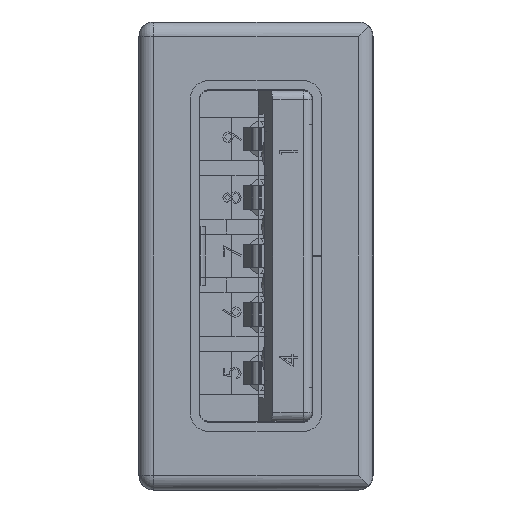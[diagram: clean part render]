
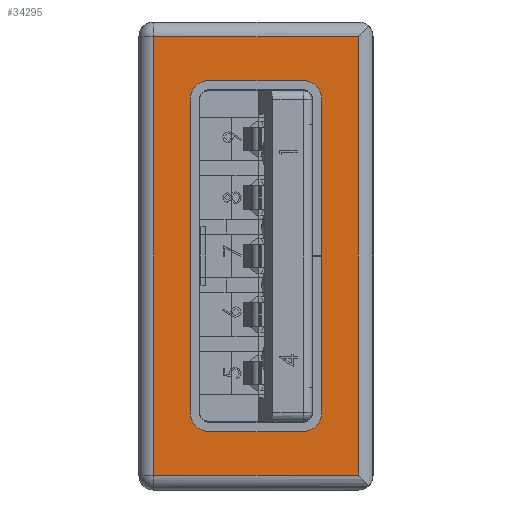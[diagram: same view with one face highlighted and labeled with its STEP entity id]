
A CAD part, left-side view. The second image highlights one B-rep face of the part: STEP entity #34295.
In plain terms, the highlighted face is planar.
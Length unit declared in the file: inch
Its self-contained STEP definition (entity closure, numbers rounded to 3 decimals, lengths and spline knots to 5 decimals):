
#582 = CARTESIAN_POINT ( 'NONE',  ( 0.23622, -0.06339, -0.47244 ) ) ;
#777 = DIRECTION ( 'NONE',  ( 1., 0., 0. ) ) ;
#1220 = AXIS2_PLACEMENT_3D ( 'NONE', #2705, #6913, #36018 ) ;
#1299 = LINE ( 'NONE', #23929, #33236 ) ;
#1323 = CARTESIAN_POINT ( 'NONE',  ( -0.29528, 0.1378, -0.47244 ) ) ;
#2095 = VERTEX_POINT ( 'NONE', #48454 ) ;
#2167 = AXIS2_PLACEMENT_3D ( 'NONE', #2597, #31717, #6790 ) ;
#2250 = DIRECTION ( 'NONE',  ( 1., 0., 0. ) ) ;
#2378 = VERTEX_POINT ( 'NONE', #582 ) ;
#2597 = CARTESIAN_POINT ( 'NONE',  ( -0.21102, 0.06339, -0.47244 ) ) ;
#2705 = CARTESIAN_POINT ( 'NONE',  ( 0.31496, 0.15748, -0.47244 ) ) ;
#2907 = ORIENTED_EDGE ( 'NONE', *, *, #24707, .F. ) ;
#3734 = VECTOR ( 'NONE', #49452, 39.37008 ) ;
#3762 = CARTESIAN_POINT ( 'NONE',  ( -0.29528, -0.1378, -0.47244 ) ) ;
#4022 = CARTESIAN_POINT ( 'NONE',  ( -0.21102, 0.08858, -0.47244 ) ) ;
#4480 = CARTESIAN_POINT ( 'NONE',  ( -0.23622, -0.06339, -0.47244 ) ) ;
#5228 = CARTESIAN_POINT ( 'NONE',  ( 0.23622, 0.06339, -0.47244 ) ) ;
#5810 = EDGE_CURVE ( 'NONE', #33004, #9306, #1299, .T. ) ;
#6162 = AXIS2_PLACEMENT_3D ( 'NONE', #11668, #40776, #15809 ) ;
#6699 = CARTESIAN_POINT ( 'NONE',  ( 0.21102, 0.08858, -0.47244 ) ) ;
#6790 = DIRECTION ( 'NONE',  ( -1., 0., 0. ) ) ;
#6913 = DIRECTION ( 'NONE',  ( 0., 0., -1. ) ) ;
#8050 = EDGE_CURVE ( 'NONE', #24919, #2095, #48015, .T. ) ;
#8305 = VERTEX_POINT ( 'NONE', #41760 ) ;
#8417 = CIRCLE ( 'NONE', #2167, 0.0252 ) ;
#8431 = EDGE_CURVE ( 'NONE', #2095, #2378, #24523, .T. ) ;
#9135 = FACE_OUTER_BOUND ( 'NONE', #28093, .T. ) ;
#9306 = VERTEX_POINT ( 'NONE', #3762 ) ;
#9566 = EDGE_CURVE ( 'NONE', #42962, #38940, #50360, .T. ) ;
#11668 = CARTESIAN_POINT ( 'NONE',  ( -0.21102, -0.06339, -0.47244 ) ) ;
#11883 = LINE ( 'NONE', #26805, #45094 ) ;
#12164 = VECTOR ( 'NONE', #29559, 39.37008 ) ;
#12817 = CARTESIAN_POINT ( 'NONE',  ( -0.21102, 0.08858, -0.47244 ) ) ;
#14659 = LINE ( 'NONE', #4022, #35495 ) ;
#14703 = EDGE_CURVE ( 'NONE', #49471, #8305, #26578, .T. ) ;
#15485 = VECTOR ( 'NONE', #33744, 39.37008 ) ;
#15809 = DIRECTION ( 'NONE',  ( -1., 0., 0. ) ) ;
#16093 = LINE ( 'NONE', #16127, #3734 ) ;
#16127 = CARTESIAN_POINT ( 'NONE',  ( 0.23622, -0.06339, -0.47244 ) ) ;
#18846 = CARTESIAN_POINT ( 'NONE',  ( -0.21102, -0.08858, -0.47244 ) ) ;
#18923 = DIRECTION ( 'NONE',  ( 0., 0., 1. ) ) ;
#20288 = CARTESIAN_POINT ( 'NONE',  ( 0.29528, 0.15748, -0.47244 ) ) ;
#21515 = FACE_BOUND ( 'NONE', #37948, .T. ) ;
#23448 = CIRCLE ( 'NONE', #41618, 0.0252 ) ;
#23929 = CARTESIAN_POINT ( 'NONE',  ( -0.29528, -0.15748, -0.47244 ) ) ;
#24523 = CIRCLE ( 'NONE', #44288, 0.0252 ) ;
#24625 = ORIENTED_EDGE ( 'NONE', *, *, #45806, .F. ) ;
#24707 = EDGE_CURVE ( 'NONE', #2378, #42395, #16093, .T. ) ;
#24919 = VERTEX_POINT ( 'NONE', #46712 ) ;
#25160 = CIRCLE ( 'NONE', #6162, 0.0252 ) ;
#25705 = DIRECTION ( 'NONE',  ( 0., 0., 1. ) ) ;
#26111 = VERTEX_POINT ( 'NONE', #6699 ) ;
#26578 = LINE ( 'NONE', #4480, #15485 ) ;
#26805 = CARTESIAN_POINT ( 'NONE',  ( -0.31496, 0.1378, -0.47244 ) ) ;
#28093 = EDGE_LOOP ( 'NONE', ( #39512, #38990, #53256, #44133 ) ) ;
#29326 = CARTESIAN_POINT ( 'NONE',  ( 0.29528, 0.1378, -0.47244 ) ) ;
#29559 = DIRECTION ( 'NONE',  ( 1., 0., 0. ) ) ;
#29910 = CARTESIAN_POINT ( 'NONE',  ( -0.23622, 0.06339, -0.47244 ) ) ;
#30428 = CARTESIAN_POINT ( 'NONE',  ( 0.29528, -0.1378, -0.47244 ) ) ;
#31018 = EDGE_CURVE ( 'NONE', #42395, #26111, #23448, .T. ) ;
#31594 = EDGE_CURVE ( 'NONE', #32842, #49471, #8417, .T. ) ;
#31717 = DIRECTION ( 'NONE',  ( 0., 0., 1. ) ) ;
#31836 = PLANE ( 'NONE',  #1220 ) ;
#32094 = DIRECTION ( 'NONE',  ( 0., -1., 0. ) ) ;
#32842 = VERTEX_POINT ( 'NONE', #12817 ) ;
#33004 = VERTEX_POINT ( 'NONE', #1323 ) ;
#33012 = LINE ( 'NONE', #50537, #12164 ) ;
#33080 = EDGE_CURVE ( 'NONE', #38940, #33004, #11883, .T. ) ;
#33236 = VECTOR ( 'NONE', #32094, 39.37008 ) ;
#33744 = DIRECTION ( 'NONE',  ( 0., -1., 0. ) ) ;
#34295 = ADVANCED_FACE ( '?1', ( #21515, #9135 ), #31836, .F. ) ;
#35495 = VECTOR ( 'NONE', #37316, 39.37008 ) ;
#35974 = EDGE_CURVE ( 'NONE', #8305, #24919, #25160, .T. ) ;
#36018 = DIRECTION ( 'NONE',  ( -1., 0., 0. ) ) ;
#36849 = ORIENTED_EDGE ( 'NONE', *, *, #35974, .F. ) ;
#37316 = DIRECTION ( 'NONE',  ( -1., 0., 0. ) ) ;
#37462 = ORIENTED_EDGE ( 'NONE', *, *, #31018, .F. ) ;
#37948 = EDGE_LOOP ( 'NONE', ( #24625, #37462, #2907, #38749, #39957, #36849, #51642, #52161 ) ) ;
#38749 = ORIENTED_EDGE ( 'NONE', *, *, #8431, .F. ) ;
#38940 = VERTEX_POINT ( 'NONE', #29326 ) ;
#38990 = ORIENTED_EDGE ( 'NONE', *, *, #53044, .T. ) ;
#39270 = VECTOR ( 'NONE', #49408, 39.37008 ) ;
#39512 = ORIENTED_EDGE ( 'NONE', *, *, #5810, .T. ) ;
#39957 = ORIENTED_EDGE ( 'NONE', *, *, #8050, .F. ) ;
#40776 = DIRECTION ( 'NONE',  ( 0., 0., 1. ) ) ;
#41618 = AXIS2_PLACEMENT_3D ( 'NONE', #43818, #18923, #48044 ) ;
#41760 = CARTESIAN_POINT ( 'NONE',  ( -0.23622, -0.06339, -0.47244 ) ) ;
#42395 = VERTEX_POINT ( 'NONE', #5228 ) ;
#42962 = VERTEX_POINT ( 'NONE', #30428 ) ;
#43818 = CARTESIAN_POINT ( 'NONE',  ( 0.21102, 0.06339, -0.47244 ) ) ;
#44133 = ORIENTED_EDGE ( 'NONE', *, *, #33080, .T. ) ;
#44288 = AXIS2_PLACEMENT_3D ( 'NONE', #50669, #25705, #777 ) ;
#45094 = VECTOR ( 'NONE', #51750, 39.37008 ) ;
#45806 = EDGE_CURVE ( 'NONE', #26111, #32842, #14659, .T. ) ;
#46706 = VECTOR ( 'NONE', #2250, 39.37008 ) ;
#46712 = CARTESIAN_POINT ( 'NONE',  ( -0.21102, -0.08858, -0.47244 ) ) ;
#48015 = LINE ( 'NONE', #18846, #46706 ) ;
#48044 = DIRECTION ( 'NONE',  ( -1., 0., 0. ) ) ;
#48454 = CARTESIAN_POINT ( 'NONE',  ( 0.21102, -0.08858, -0.47244 ) ) ;
#49408 = DIRECTION ( 'NONE',  ( 0., 1., 0. ) ) ;
#49452 = DIRECTION ( 'NONE',  ( 0., 1., 0. ) ) ;
#49471 = VERTEX_POINT ( 'NONE', #29910 ) ;
#50360 = LINE ( 'NONE', #20288, #39270 ) ;
#50537 = CARTESIAN_POINT ( 'NONE',  ( 0.31496, -0.1378, -0.47244 ) ) ;
#50669 = CARTESIAN_POINT ( 'NONE',  ( 0.21102, -0.06339, -0.47244 ) ) ;
#51642 = ORIENTED_EDGE ( 'NONE', *, *, #14703, .F. ) ;
#51750 = DIRECTION ( 'NONE',  ( -1., 0., 0. ) ) ;
#52161 = ORIENTED_EDGE ( 'NONE', *, *, #31594, .F. ) ;
#53044 = EDGE_CURVE ( 'NONE', #9306, #42962, #33012, .T. ) ;
#53256 = ORIENTED_EDGE ( 'NONE', *, *, #9566, .T. ) ;
